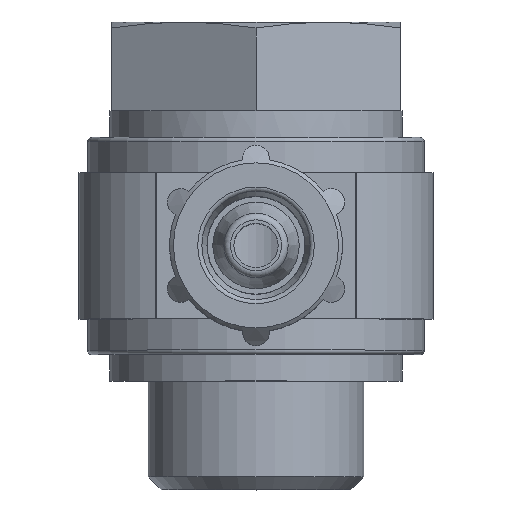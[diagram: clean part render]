
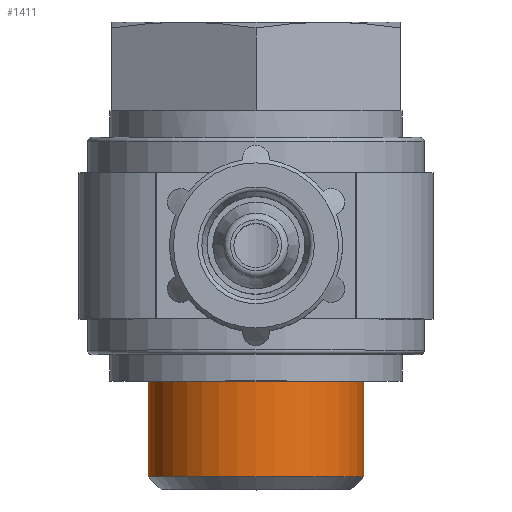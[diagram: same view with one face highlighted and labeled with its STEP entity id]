
A CAD part, top view. The second image highlights one B-rep face of the part: STEP entity #1411.
In plain terms, the highlighted cylindrical face has radius 4.864 mm (diameter 9.728 mm), a full revolution.
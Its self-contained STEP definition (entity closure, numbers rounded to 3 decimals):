
#321=ORIENTED_EDGE('',*,*,#718,.F.);
#322=ORIENTED_EDGE('',*,*,#717,.T.);
#717=EDGE_CURVE('',#915,#915,#1023,.T.);
#718=EDGE_CURVE('',#916,#916,#1024,.T.);
#915=VERTEX_POINT('',#2287);
#916=VERTEX_POINT('',#2290);
#1023=CIRCLE('',#1548,4.864);
#1024=CIRCLE('',#1550,4.864);
#1106=EDGE_LOOP('',(#321));
#1107=EDGE_LOOP('',(#322));
#1238=FACE_BOUND('',#1106,.T.);
#1239=FACE_BOUND('',#1107,.T.);
#1357=CYLINDRICAL_SURFACE('',#1549,4.864);
#1411=ADVANCED_FACE('',(#1238,#1239),#1357,.T.);
#1548=AXIS2_PLACEMENT_3D('',#2286,#1805,#1806);
#1549=AXIS2_PLACEMENT_3D('',#2288,#1807,#1808);
#1550=AXIS2_PLACEMENT_3D('',#2289,#1809,#1810);
#1805=DIRECTION('',(0.,1.,0.));
#1806=DIRECTION('',(0.,0.,1.));
#1807=DIRECTION('',(0.,1.,0.));
#1808=DIRECTION('',(0.,0.,1.));
#1809=DIRECTION('',(0.,1.,0.));
#1810=DIRECTION('',(0.,0.,1.));
#2286=CARTESIAN_POINT('',(0.,-10.419,0.));
#2287=CARTESIAN_POINT('',(0.,-10.419,4.864));
#2288=CARTESIAN_POINT('',(0.,10.1,0.));
#2289=CARTESIAN_POINT('',(0.,-6.1,0.));
#2290=CARTESIAN_POINT('',(0.,-6.1,4.864));
